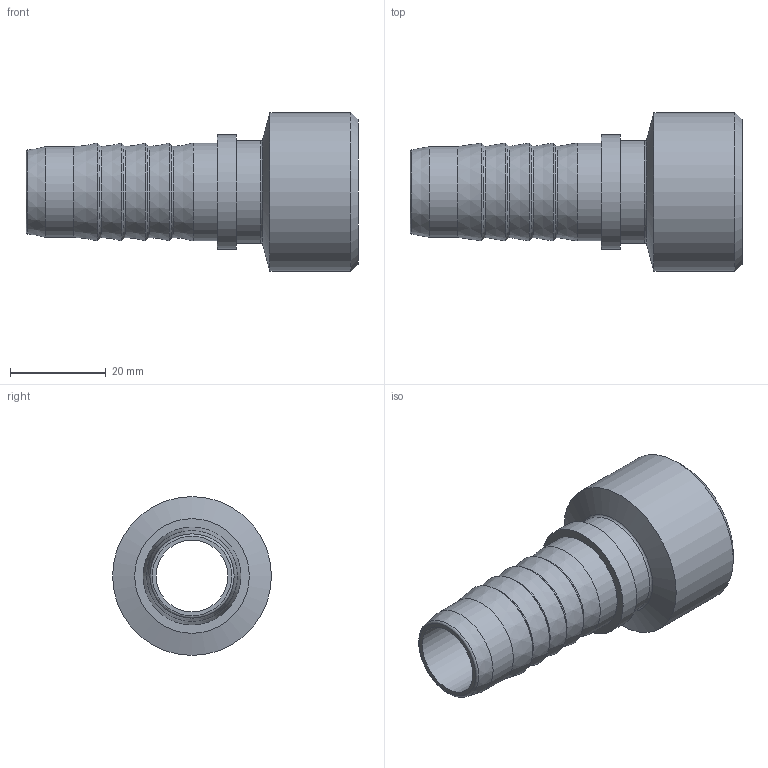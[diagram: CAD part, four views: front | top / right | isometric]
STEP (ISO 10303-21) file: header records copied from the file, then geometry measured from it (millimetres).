
FILE_DESCRIPTION(/* description */ ('EINSCHRAUBTÜLLE G 1"'),/* implementation_level */ '2;1');
FILE_NAME(/* name */ 'mstp-x25_19t.stp',/* time_stamp */ '2020-04-21T08:29:13+02:00',/* author */ ('schnellinger'),/* organization */ (''),/* preprocessor_version */ 'ST-DEVELOPER v17',/* originating_system */ 'Autodesk Inventor 2018',/* authorisation */ '17725,9 mm^3');
FILE_SCHEMA (('AUTOMOTIVE_DESIGN { 1 0 10303 214 3 1 1 }'));
Length unit declared in the file: millimetre
Products named in the file (1): MSTP-X25/19T-F
Bounding box: 69.5 x 33.25 x 33.25 mm (x, y, z)
Volume: 17725.9 mm3; surface area: 9834.2 mm2
Topology: 1 solids, 1 shells, 29 faces, 91 edges, 66 vertices
Faces by surface type: cone 13, cylinder 6, torus 6, plane 4
Full cylindrical faces by diameter (mm): 15 x1, 19 x1, 20.5 x1, 21.5 x1, 24 x1, 33.249 x1
Entity records: 1164 total; most frequent: DIRECTION 223, CARTESIAN_POINT 187, ORIENTED_EDGE 182, AXIS2_PLACEMENT_3D 102, EDGE_CURVE 91, CIRCLE 72, VERTEX_POINT 66, EDGE_LOOP 33
